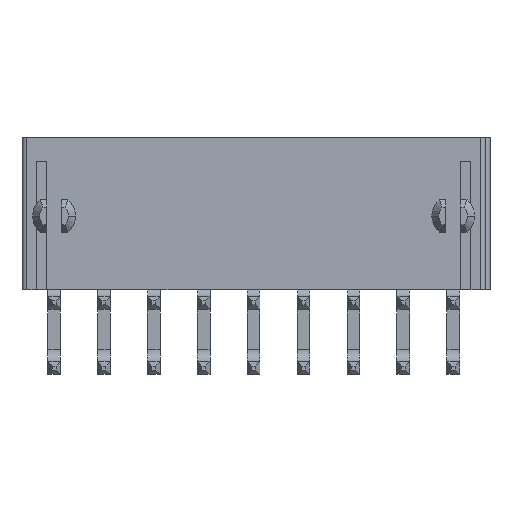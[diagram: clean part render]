
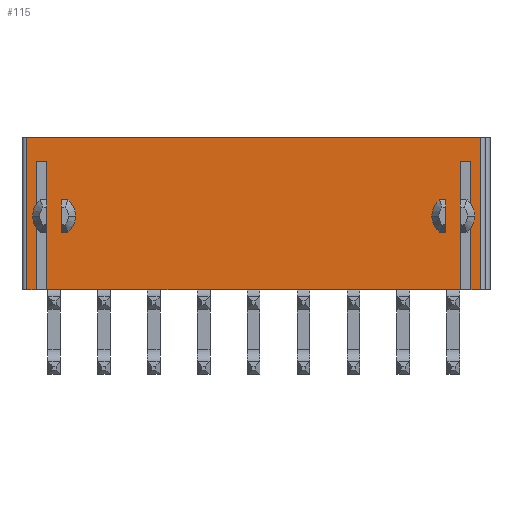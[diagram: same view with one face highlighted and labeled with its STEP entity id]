
A CAD part, front view. The second image highlights one B-rep face of the part: STEP entity #115.
In plain terms, the highlighted planar face has unit normal (0, -1, 0).
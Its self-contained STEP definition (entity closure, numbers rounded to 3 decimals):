
#115=ADVANCED_FACE('',(#760,#761,#762),#763,.T.);
#760=FACE_OUTER_BOUND('',#1986,.T.);
#761=FACE_BOUND('',#1987,.T.);
#762=FACE_BOUND('',#1988,.T.);
#763=PLANE('',#1989);
#1986=EDGE_LOOP('',(#3397,#3398,#3399,#3400,#3401,#3402,#3403,#3404,#3405,#3406,#3407,#3408));
#1987=EDGE_LOOP('',(#3409,#3410,#3411));
#1988=EDGE_LOOP('',(#3412,#3413,#3414));
#1989=AXIS2_PLACEMENT_3D('',#3415,#3416,#3417);
#3397=ORIENTED_EDGE('',*,*,#7753,.F.);
#3398=ORIENTED_EDGE('',*,*,#7754,.F.);
#3399=ORIENTED_EDGE('',*,*,#7755,.T.);
#3400=ORIENTED_EDGE('',*,*,#7638,.T.);
#3401=ORIENTED_EDGE('',*,*,#7752,.F.);
#3402=ORIENTED_EDGE('',*,*,#7756,.F.);
#3403=ORIENTED_EDGE('',*,*,#7757,.T.);
#3404=ORIENTED_EDGE('',*,*,#7758,.F.);
#3405=ORIENTED_EDGE('',*,*,#7759,.T.);
#3406=ORIENTED_EDGE('',*,*,#7760,.F.);
#3407=ORIENTED_EDGE('',*,*,#7761,.T.);
#3408=ORIENTED_EDGE('',*,*,#7762,.F.);
#3409=ORIENTED_EDGE('',*,*,#7763,.T.);
#3410=ORIENTED_EDGE('',*,*,#7764,.T.);
#3411=ORIENTED_EDGE('',*,*,#7619,.T.);
#3412=ORIENTED_EDGE('',*,*,#7765,.T.);
#3413=ORIENTED_EDGE('',*,*,#7631,.T.);
#3414=ORIENTED_EDGE('',*,*,#7766,.T.);
#3415=CARTESIAN_POINT('',(19.5,0.4,0.0));
#3416=DIRECTION('',(0.0,-1.0,0.0));
#3417=DIRECTION('',(0.0,0.0,-1.0));
#7619=EDGE_CURVE('',#9115,#9119,#9121,.T.);
#7631=EDGE_CURVE('',#9143,#9140,#9144,.T.);
#7638=EDGE_CURVE('',#9157,#9155,#9158,.T.);
#7752=EDGE_CURVE('',#9375,#9155,#9377,.T.);
#7753=EDGE_CURVE('',#9378,#9379,#9380,.T.);
#7754=EDGE_CURVE('',#9381,#9378,#9382,.T.);
#7755=EDGE_CURVE('',#9381,#9157,#9383,.T.);
#7756=EDGE_CURVE('',#9384,#9375,#9385,.T.);
#7757=EDGE_CURVE('',#9384,#9386,#9387,.T.);
#7758=EDGE_CURVE('',#9388,#9386,#9389,.T.);
#7759=EDGE_CURVE('',#9388,#9390,#9391,.T.);
#7760=EDGE_CURVE('',#9392,#9390,#9393,.T.);
#7761=EDGE_CURVE('',#9392,#9394,#9395,.T.);
#7762=EDGE_CURVE('',#9379,#9394,#9396,.T.);
#7763=EDGE_CURVE('',#9119,#9397,#9398,.T.);
#7764=EDGE_CURVE('',#9397,#9115,#9399,.T.);
#7765=EDGE_CURVE('',#9400,#9143,#9401,.T.);
#7766=EDGE_CURVE('',#9140,#9400,#9402,.T.);
#9115=VERTEX_POINT('',#11325);
#9119=VERTEX_POINT('',#11330);
#9121=CIRCLE('',#11333,1.5);
#9140=VERTEX_POINT('',#11362);
#9143=VERTEX_POINT('',#11366);
#9144=CIRCLE('',#11367,1.5);
#9155=VERTEX_POINT('',#11381);
#9157=VERTEX_POINT('',#11383);
#9158=LINE('',#11384,#11385);
#9375=VERTEX_POINT('',#11710);
#9377=LINE('',#11712,#11713);
#9378=VERTEX_POINT('',#11714);
#9379=VERTEX_POINT('',#11715);
#9380=LINE('',#11716,#11717);
#9381=VERTEX_POINT('',#11718);
#9382=LINE('',#11719,#11720);
#9383=LINE('',#11721,#11722);
#9384=VERTEX_POINT('',#11723);
#9385=LINE('',#11724,#11725);
#9386=VERTEX_POINT('',#11726);
#9387=LINE('',#11727,#11728);
#9388=VERTEX_POINT('',#11729);
#9389=LINE('',#11730,#11731);
#9390=VERTEX_POINT('',#11732);
#9391=LINE('',#11733,#11734);
#9392=VERTEX_POINT('',#11735);
#9393=LINE('',#11736,#11737);
#9394=VERTEX_POINT('',#11738);
#9395=LINE('',#11739,#11740);
#9396=LINE('',#11741,#11742);
#9397=VERTEX_POINT('',#11743);
#9398=LINE('',#11744,#11745);
#9399=CIRCLE('',#11746,1.5);
#9400=VERTEX_POINT('',#11747);
#9401=LINE('',#11748,#11749);
#9402=CIRCLE('',#11750,1.5);
#11325=CARTESIAN_POINT('',(-15.3,0.4,-6.6));
#11330=CARTESIAN_POINT('',(-16.19,0.4,-7.97));
#11333=AXIS2_PLACEMENT_3D('',#14737,#14738,#14739);
#11362=CARTESIAN_POINT('',(15.3,0.4,-6.6));
#11366=CARTESIAN_POINT('',(16.19,0.4,-7.97));
#11367=AXIS2_PLACEMENT_3D('',#14757,#14758,#14759);
#11381=CARTESIAN_POINT('',(-19.1,0.4,0.0));
#11383=CARTESIAN_POINT('',(19.1,0.4,0.0));
#11384=CARTESIAN_POINT('',(19.1,0.4,0.0));
#11385=VECTOR('',#14772,38.2);
#11710=CARTESIAN_POINT('',(-19.1,0.4,-12.8));
#11712=CARTESIAN_POINT('',(-19.1,0.4,-12.8));
#11713=VECTOR('',#14896,12.8);
#11714=CARTESIAN_POINT('',(18.3,0.4,-12.8));
#11715=CARTESIAN_POINT('',(18.3,0.4,-2.0));
#11716=CARTESIAN_POINT('',(18.3,0.4,-12.8));
#11717=VECTOR('',#14897,10.8);
#11718=CARTESIAN_POINT('',(19.1,0.4,-12.8));
#11719=CARTESIAN_POINT('',(19.1,0.4,-12.8));
#11720=VECTOR('',#14898,0.8);
#11721=CARTESIAN_POINT('',(19.1,0.4,-12.8));
#11722=VECTOR('',#14899,12.8);
#11723=CARTESIAN_POINT('',(-18.3,0.4,-12.8));
#11724=CARTESIAN_POINT('',(-18.3,0.4,-12.8));
#11725=VECTOR('',#14900,0.8);
#11726=CARTESIAN_POINT('',(-18.3,0.4,-2.0));
#11727=CARTESIAN_POINT('',(-18.3,0.4,-12.8));
#11728=VECTOR('',#14901,10.8);
#11729=CARTESIAN_POINT('',(-17.41,0.4,-2.0));
#11730=CARTESIAN_POINT('',(-17.41,0.4,-2.0));
#11731=VECTOR('',#14902,0.89);
#11732=CARTESIAN_POINT('',(-17.41,0.4,-12.8));
#11733=CARTESIAN_POINT('',(-17.41,0.4,-2.0));
#11734=VECTOR('',#14903,10.8);
#11735=CARTESIAN_POINT('',(17.41,0.4,-12.8));
#11736=CARTESIAN_POINT('',(17.41,0.4,-12.8));
#11737=VECTOR('',#14904,34.82);
#11738=CARTESIAN_POINT('',(17.41,0.4,-2.0));
#11739=CARTESIAN_POINT('',(17.41,0.4,-12.8));
#11740=VECTOR('',#14905,10.8);
#11741=CARTESIAN_POINT('',(18.3,0.4,-2.0));
#11742=VECTOR('',#14906,0.89);
#11743=CARTESIAN_POINT('',(-16.19,0.4,-5.23));
#11744=CARTESIAN_POINT('',(-16.19,0.4,-7.97));
#11745=VECTOR('',#14907,2.741);
#11746=AXIS2_PLACEMENT_3D('',#14908,#14909,#14910);
#11747=CARTESIAN_POINT('',(16.19,0.4,-5.23));
#11748=CARTESIAN_POINT('',(16.19,0.4,-5.23));
#11749=VECTOR('',#14911,2.741);
#11750=AXIS2_PLACEMENT_3D('',#14912,#14913,#14914);
#14737=CARTESIAN_POINT('',(-16.8,0.4,-6.6));
#14738=DIRECTION('',(-0.0,1.0,0.0));
#14739=DIRECTION('',(0.407,0.0,0.914));
#14757=CARTESIAN_POINT('',(16.8,0.4,-6.6));
#14758=DIRECTION('',(0.0,1.0,0.0));
#14759=DIRECTION('',(-0.407,0.0,-0.914));
#14772=DIRECTION('',(-1.0,0.0,0.0));
#14896=DIRECTION('',(0.0,0.0,1.0));
#14897=DIRECTION('',(0.0,0.0,1.0));
#14898=DIRECTION('',(-1.0,0.0,0.0));
#14899=DIRECTION('',(0.0,0.0,1.0));
#14900=DIRECTION('',(-1.0,0.0,0.0));
#14901=DIRECTION('',(0.0,0.0,1.0));
#14902=DIRECTION('',(-1.0,0.0,0.0));
#14903=DIRECTION('',(0.0,0.0,-1.0));
#14904=DIRECTION('',(-1.0,0.0,0.0));
#14905=DIRECTION('',(0.0,0.0,1.0));
#14906=DIRECTION('',(-1.0,0.0,0.0));
#14907=DIRECTION('',(0.0,0.0,1.0));
#14908=CARTESIAN_POINT('',(-16.8,0.4,-6.6));
#14909=DIRECTION('',(-0.0,1.0,0.0));
#14910=DIRECTION('',(0.407,0.0,0.914));
#14911=DIRECTION('',(0.0,0.0,-1.0));
#14912=CARTESIAN_POINT('',(16.8,0.4,-6.6));
#14913=DIRECTION('',(0.0,1.0,0.0));
#14914=DIRECTION('',(-0.407,0.0,-0.914));
